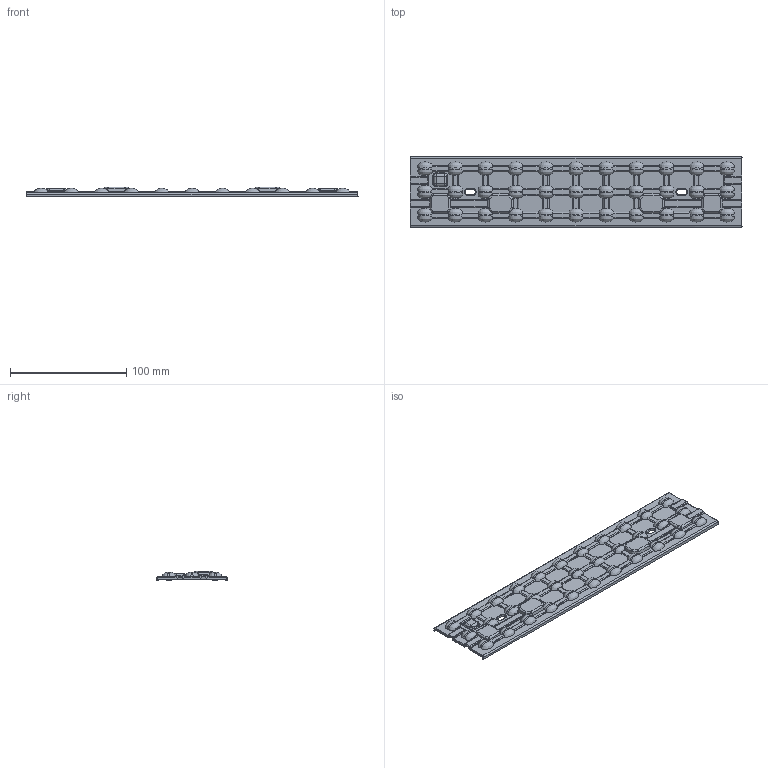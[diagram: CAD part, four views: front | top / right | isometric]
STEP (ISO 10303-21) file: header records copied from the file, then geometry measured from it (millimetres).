
FILE_DESCRIPTION (( 'STEP AP214' ), '1' );
FILE_NAME ('12954_1_DA_Fort_SymmFlange_Customer.STEP', '2015-10-06T13:00:57', ( '' ), ( '' ), 'SwSTEP 2.0', 'SolidWorks 2014', '' );
FILE_SCHEMA (( 'AUTOMOTIVE_DESIGN' ));
Length unit declared in the file: millimetre
Products named in the file (1): 12954_1_DA_Fort_SymmFlange_Customer
Bounding box: 286 x 61 x 8.2 mm (x, y, z)
Volume: 44669.8 mm3; surface area: 42809.9 mm2
Topology: 1 solids, 1 shells, 1606 faces, 4303 edges, 2711 vertices
Faces by surface type: plane 585, bspline 496, cylinder 421, sphere 64, cone 30, torus 10
Entity records: 75107 total; most frequent: CARTESIAN_POINT 40979, ORIENTED_EDGE 8458, DIRECTION 4887, EDGE_CURVE 4229, VERTEX_POINT 2711, LINE 1859, VECTOR 1859, EDGE_LOOP 1696
